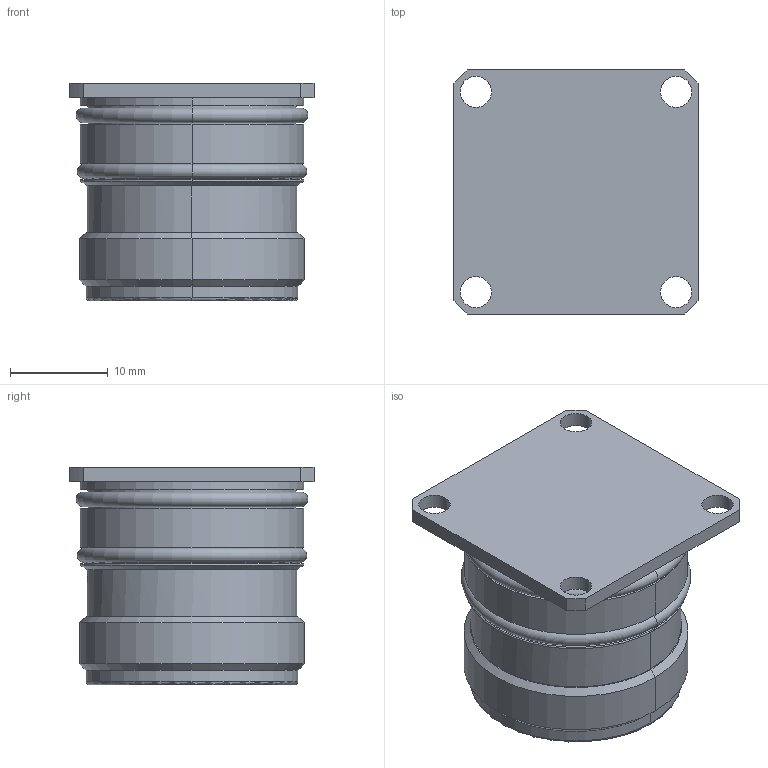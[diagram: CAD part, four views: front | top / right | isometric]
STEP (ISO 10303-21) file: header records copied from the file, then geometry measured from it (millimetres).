
FILE_DESCRIPTION((''),'2;1');
FILE_NAME('1592601','2017-05-03T',('skraut'),(''),'PRO/ENGINEER BY PARAMETRIC TECHNOLOGY CORPORATION, 2014200','PRO/ENGINEER BY PARAMETRIC TECHNOLOGY CORPORATION, 2014200','');
FILE_SCHEMA(('AUTOMOTIVE_DESIGN { 1 0 10303 214 1 1 1 1 }'));
Length unit declared in the file: millimetre
Products named in the file (1): 1592601
Bounding box: 25 x 25 x 22.3 mm (x, y, z)
Volume: 6579.9 mm3; surface area: 4067.4 mm2
Topology: 1 solids, 1 shells, 76 faces, 178 edges, 111 vertices
Faces by surface type: cylinder 36, plane 17, torus 13, cone 10
Entity records: 2490 total; most frequent: CARTESIAN_POINT 514, DIRECTION 426, ORIENTED_EDGE 356, AXIS2_PLACEMENT_3D 184, EDGE_CURVE 178, VERTEX_POINT 111, CIRCLE 108, EDGE_LOOP 91
